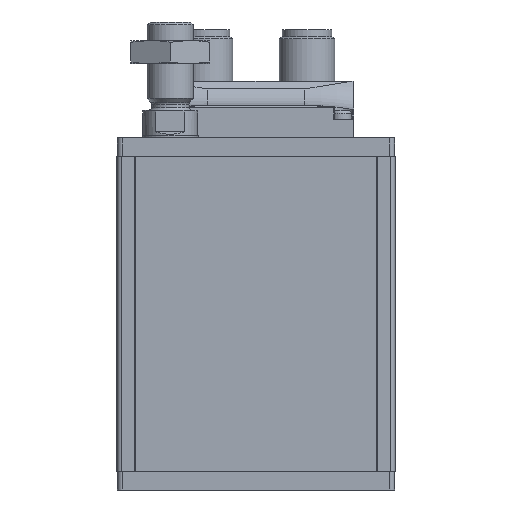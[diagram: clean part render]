
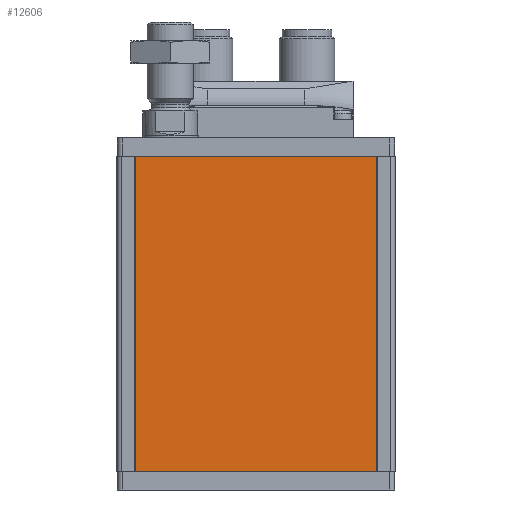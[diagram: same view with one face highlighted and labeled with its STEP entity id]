
A CAD part, front view. The second image highlights one B-rep face of the part: STEP entity #12606.
In plain terms, the highlighted planar face has unit normal (0, -1, 0).
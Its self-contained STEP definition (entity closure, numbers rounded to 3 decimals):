
#664=LINE('',#23013,#1754);
#665=LINE('',#23015,#1755);
#666=LINE('',#23017,#1756);
#667=LINE('',#23019,#1757);
#1754=VECTOR('',#18928,1000.);
#1755=VECTOR('',#18931,1000.);
#1756=VECTOR('',#18932,1000.);
#1757=VECTOR('',#18933,1000.);
#3090=ORIENTED_EDGE('',*,*,#6656,.F.);
#3091=ORIENTED_EDGE('',*,*,#6655,.F.);
#3092=ORIENTED_EDGE('',*,*,#6657,.T.);
#3093=ORIENTED_EDGE('',*,*,#6658,.T.);
#6655=EDGE_CURVE('',#8415,#8414,#664,.T.);
#6656=EDGE_CURVE('',#8414,#8416,#665,.T.);
#6657=EDGE_CURVE('',#8415,#8417,#666,.T.);
#6658=EDGE_CURVE('',#8417,#8416,#667,.T.);
#8414=VERTEX_POINT('',#23010);
#8415=VERTEX_POINT('',#23012);
#8416=VERTEX_POINT('',#23016);
#8417=VERTEX_POINT('',#23018);
#10229=EDGE_LOOP('',(#3090,#3091,#3092,#3093));
#11224=FACE_BOUND('',#10229,.T.);
#12198=PLANE('',#17083);
#12606=ADVANCED_FACE('',(#11224),#12198,.T.);
#17083=AXIS2_PLACEMENT_3D('',#23014,#18929,#18930);
#18928=DIRECTION('',(0.,0.,1.));
#18929=DIRECTION('',(0.,-1.,0.));
#18930=DIRECTION('',(0.,0.,-1.));
#18931=DIRECTION('',(1.,0.,0.));
#18932=DIRECTION('',(1.,0.,0.));
#18933=DIRECTION('',(0.,0.,1.));
#23010=CARTESIAN_POINT('',(-27.5,1.1,0.));
#23012=CARTESIAN_POINT('',(-27.5,1.1,-68.));
#23013=CARTESIAN_POINT('',(-27.5,1.1,-68.));
#23014=CARTESIAN_POINT('',(-27.5,1.1,-68.));
#23015=CARTESIAN_POINT('',(-27.5,1.1,0.));
#23016=CARTESIAN_POINT('',(27.5,1.1,0.));
#23017=CARTESIAN_POINT('',(-27.5,1.1,-68.));
#23018=CARTESIAN_POINT('',(27.5,1.1,-68.));
#23019=CARTESIAN_POINT('',(27.5,1.1,-68.));
